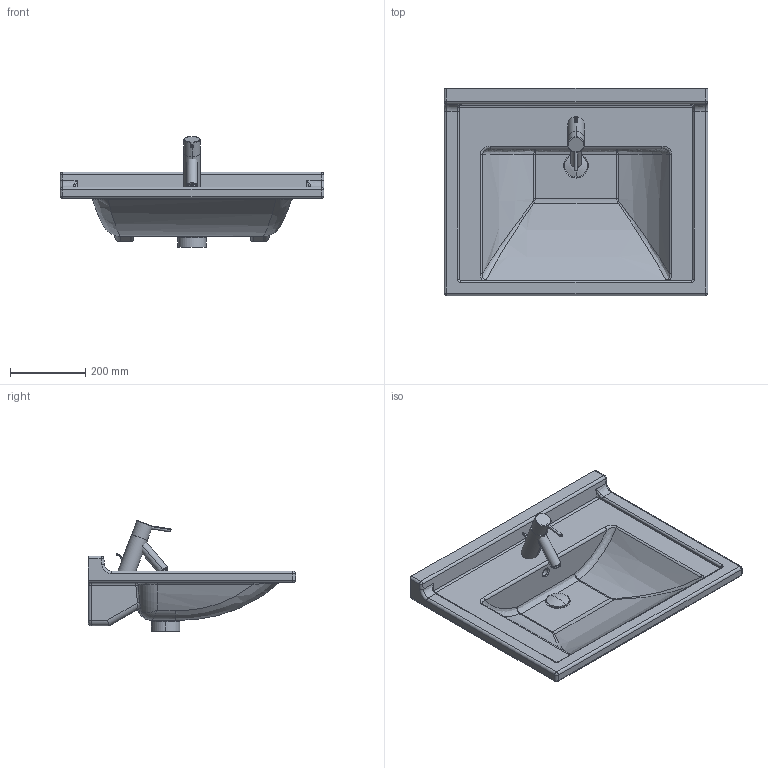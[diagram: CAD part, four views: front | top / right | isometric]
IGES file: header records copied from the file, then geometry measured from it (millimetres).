
Global section: file name: No Iges File Name specified; native system: AutoDesk Inventor R11.0; preprocessor: AutoDesk Inventor Iges Exporter R11.0; author: No Author specified; organization: No Organization specified; date: 20070725.160432; units: millimetre
Bounding box: 700 x 550 x 294.02 mm (x, y, z)
Volume: 14534210 mm3; surface area: 1223216.8 mm2
Topology: 8 solids, 8 shells, 279 faces, 664 edges, 384 vertices
Faces by surface type: cylinder 73, plane 62, bspline 53, revolution 49, torus 32, sphere 8, cone 2
